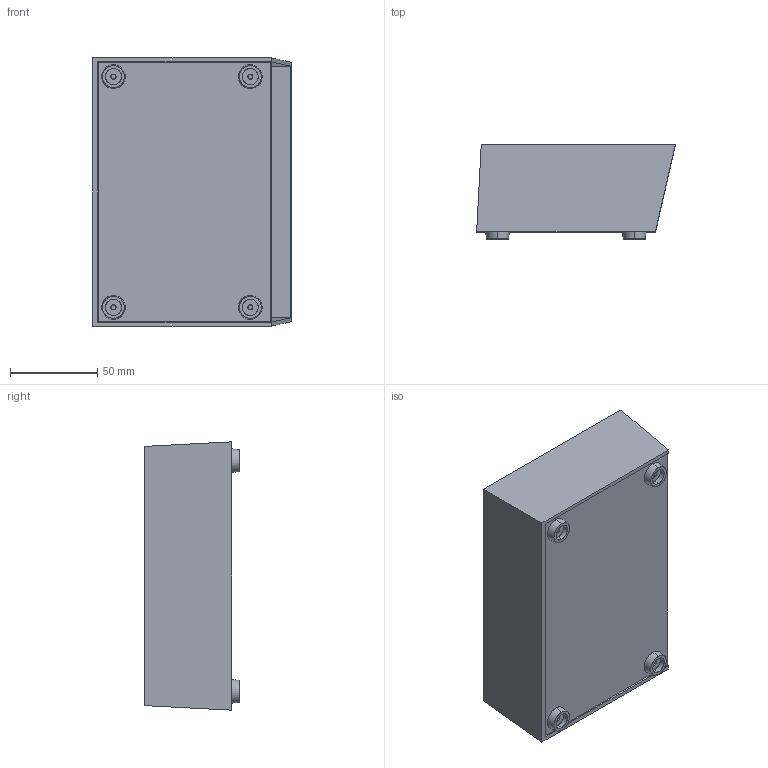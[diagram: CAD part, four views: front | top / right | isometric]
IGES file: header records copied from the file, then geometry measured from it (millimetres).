
Start section: SolidWorks IGES file using analytic representation for surfaces
Global section: file name: KM-50.IGS; native system: SolidWorks 2013; preprocessor: SolidWorks 2013; author: admin; date: 190731.114305; units: millimetre
Bounding box: 113.82 x 54 x 153.73 mm (x, y, z)
Surface area: 124401.6 mm2 (no closed solid volume)
Topology: 0 solids, 0 shells, 156 faces, 2892 edges, 2892 vertices
Faces by surface type: revolution 79, bspline 77
